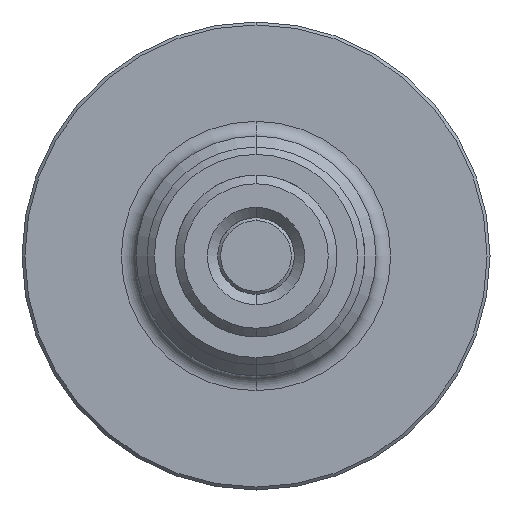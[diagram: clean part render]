
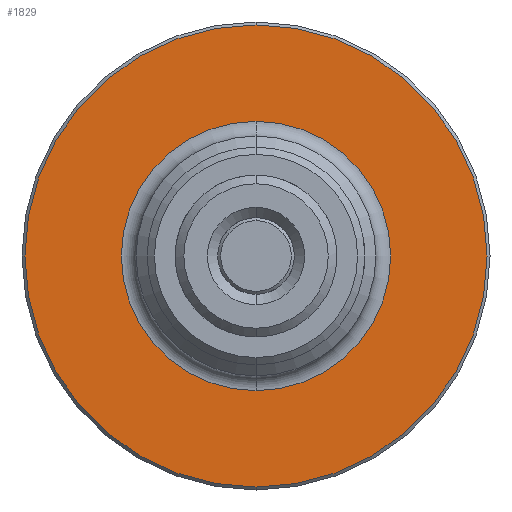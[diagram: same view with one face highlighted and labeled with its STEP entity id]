
A CAD part, front view. The second image highlights one B-rep face of the part: STEP entity #1829.
In plain terms, the highlighted planar face has unit normal (0, -1, 0).
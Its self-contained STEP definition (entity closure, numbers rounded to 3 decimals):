
#27 = ORIENTED_EDGE ( 'NONE', *, *, #1839, .T. ) ;
#95 = AXIS2_PLACEMENT_3D ( 'NONE', #178, #1837, #419 ) ;
#139 = FACE_OUTER_BOUND ( 'NONE', #1669, .T. ) ;
#178 = CARTESIAN_POINT ( 'NONE',  ( 0., 25., 0. ) ) ;
#180 = DIRECTION ( 'NONE',  ( 0., 0., 1. ) ) ;
#223 = CIRCLE ( 'NONE', #2920, 15.7 ) ;
#232 = PLANE ( 'NONE',  #609 ) ;
#356 = CARTESIAN_POINT ( 'NONE',  ( 0., 25., -9.15 ) ) ;
#394 = EDGE_CURVE ( 'NONE', #2021, #2262, #1983, .T. ) ;
#419 = DIRECTION ( 'NONE',  ( 0., 0., 1. ) ) ;
#609 = AXIS2_PLACEMENT_3D ( 'NONE', #1393, #1155, #1904 ) ;
#703 = CIRCLE ( 'NONE', #1107, 9.15 ) ;
#817 = EDGE_LOOP ( 'NONE', ( #27, #1108 ) ) ;
#833 = CARTESIAN_POINT ( 'NONE',  ( 0., 25., 9.15 ) ) ;
#1008 = CARTESIAN_POINT ( 'NONE',  ( 0., 25., 0. ) ) ;
#1091 = EDGE_CURVE ( 'NONE', #2262, #2021, #223, .T. ) ;
#1094 = DIRECTION ( 'NONE',  ( 0., -1., 0. ) ) ;
#1107 = AXIS2_PLACEMENT_3D ( 'NONE', #2626, #1181, #2861 ) ;
#1108 = ORIENTED_EDGE ( 'NONE', *, *, #3080, .T. ) ;
#1155 = DIRECTION ( 'NONE',  ( 0., 1., 0. ) ) ;
#1162 = CARTESIAN_POINT ( 'NONE',  ( 0., 25., 15.7 ) ) ;
#1181 = DIRECTION ( 'NONE',  ( 0., 1., 0. ) ) ;
#1242 = DIRECTION ( 'NONE',  ( 0., 0., 1. ) ) ;
#1278 = VERTEX_POINT ( 'NONE', #833 ) ;
#1315 = FACE_BOUND ( 'NONE', #817, .T. ) ;
#1393 = CARTESIAN_POINT ( 'NONE',  ( -8.15, 25., 0. ) ) ;
#1669 = EDGE_LOOP ( 'NONE', ( #2362, #2298 ) ) ;
#1727 = CARTESIAN_POINT ( 'NONE',  ( 0., 25., -15.7 ) ) ;
#1829 = ADVANCED_FACE ( 'NONE', ( #139, #1315 ), #232, .F. ) ;
#1837 = DIRECTION ( 'NONE',  ( 0., 1., 0. ) ) ;
#1839 = EDGE_CURVE ( 'NONE', #1278, #2977, #703, .T. ) ;
#1904 = DIRECTION ( 'NONE',  ( 0., 0., 1. ) ) ;
#1983 = CIRCLE ( 'NONE', #2461, 15.7 ) ;
#2021 = VERTEX_POINT ( 'NONE', #1727 ) ;
#2080 = CARTESIAN_POINT ( 'NONE',  ( 0., 25., 0. ) ) ;
#2092 = CIRCLE ( 'NONE', #95, 9.15 ) ;
#2262 = VERTEX_POINT ( 'NONE', #1162 ) ;
#2298 = ORIENTED_EDGE ( 'NONE', *, *, #394, .T. ) ;
#2362 = ORIENTED_EDGE ( 'NONE', *, *, #1091, .T. ) ;
#2461 = AXIS2_PLACEMENT_3D ( 'NONE', #2080, #1094, #180 ) ;
#2626 = CARTESIAN_POINT ( 'NONE',  ( 0., 25., 0. ) ) ;
#2689 = DIRECTION ( 'NONE',  ( 0., -1., 0. ) ) ;
#2861 = DIRECTION ( 'NONE',  ( 0., 0., 1. ) ) ;
#2920 = AXIS2_PLACEMENT_3D ( 'NONE', #1008, #2689, #1242 ) ;
#2977 = VERTEX_POINT ( 'NONE', #356 ) ;
#3080 = EDGE_CURVE ( 'NONE', #2977, #1278, #2092, .T. ) ;
